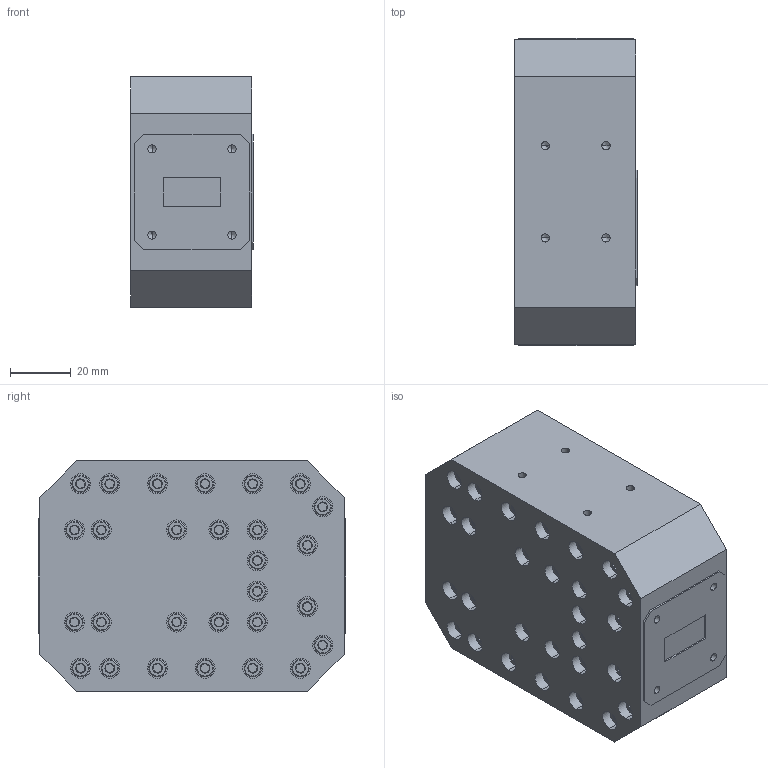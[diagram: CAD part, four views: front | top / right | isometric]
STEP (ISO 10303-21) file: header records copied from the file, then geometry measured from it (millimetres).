
FILE_DESCRIPTION (( 'STEP AP203' ), '1' );
FILE_NAME ('AT-7S-750-F.STEP', '2022-04-15T18:36:13', ( '' ), ( '' ), 'SwSTEP 2.0', 'SolidWorks 2021', '' );
FILE_SCHEMA (( 'CONFIG_CONTROL_DESIGN' ));
Length unit declared in the file: inch
Products named in the file (1): AT-7S-750-F
Bounding box: 40.64 x 101.6 x 76.2 mm (x, y, z)
Volume: 292635.4 mm3; surface area: 35494.3 mm2
Topology: 1 solids, 1 shells, 811 faces, 1669 edges, 930 vertices
Faces by surface type: cone 348, plane 307, cylinder 156
Entity records: 21606 total; most frequent: CARTESIAN_POINT 4693, DIRECTION 3677, ORIENTED_EDGE 3258, EDGE_CURVE 1629, AXIS2_PLACEMENT_3D 1434, VERTEX_POINT 930, EDGE_LOOP 921, ADVANCED_FACE 811
